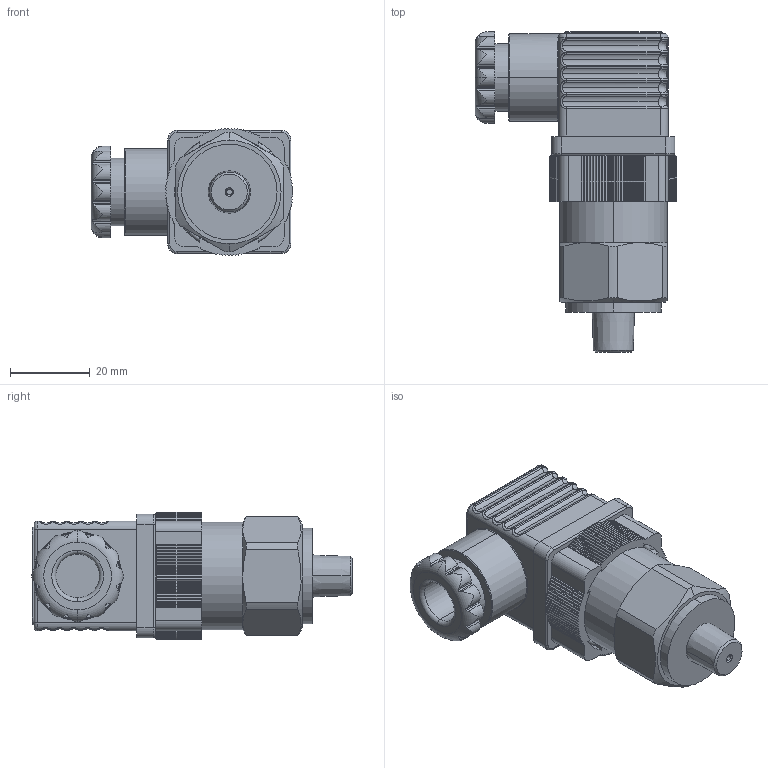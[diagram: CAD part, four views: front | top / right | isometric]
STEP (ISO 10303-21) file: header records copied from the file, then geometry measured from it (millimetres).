
FILE_DESCRIPTION (( 'STEP AP214' ), '1' );
FILE_NAME ('387.STEP', '2020-02-11T10:06:34', ( '' ), ( '' ), 'SwSTEP 2.0', 'SolidWorks 2019', '' );
FILE_SCHEMA (( 'AUTOMOTIVE_DESIGN' ));
Length unit declared in the file: millimetre
Products named in the file (1): 387
Bounding box: 50.75 x 80.5 x 32 mm (x, y, z)
Surface area: 13802.5 mm2 (no closed solid volume)
Topology: 0 solids, 6 shells, 640 faces, 1882 edges, 1203 vertices
Faces by surface type: plane 265, cylinder 220, bspline 86, torus 44, cone 15, sphere 10
Entity records: 31240 total; most frequent: CARTESIAN_POINT 7790, ORIENTED_EDGE 3512, DIRECTION 3293, EDGE_CURVE 1878, VERTEX_POINT 1203, AXIS2_PLACEMENT_3D 1146, LINE 1001, VECTOR 1001
